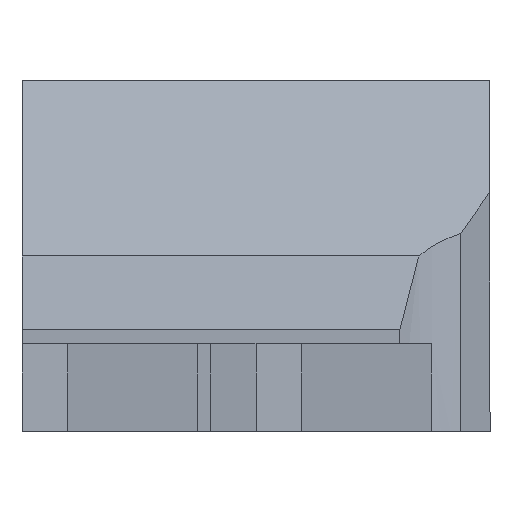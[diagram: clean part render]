
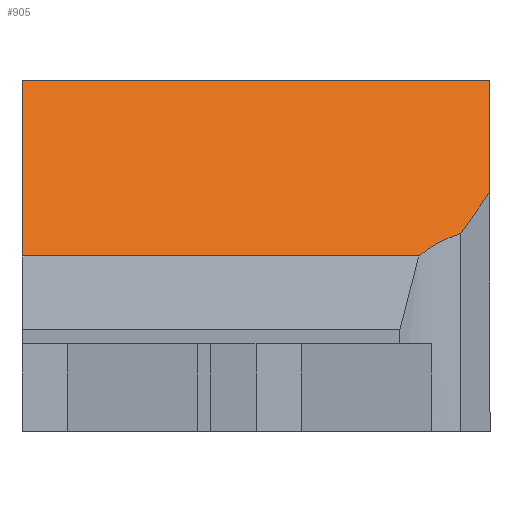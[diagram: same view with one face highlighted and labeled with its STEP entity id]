
A CAD part, left-side view. The second image highlights one B-rep face of the part: STEP entity #905.
In plain terms, the highlighted planar face has unit normal (-0.707, 0, 0.707).
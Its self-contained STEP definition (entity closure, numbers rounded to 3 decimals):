
#81 = DIRECTION ( 'NONE',  ( 0.707, 0., 0.707 ) ) ;
#131 = CARTESIAN_POINT ( 'NONE',  ( -96.665, 8., 8.665 ) ) ;
#187 = EDGE_CURVE ( 'NONE', #2259, #657, #2480, .T. ) ;
#194 = VERTEX_POINT ( 'NONE', #1357 ) ;
#223 = VECTOR ( 'NONE', #718, 1000. ) ;
#294 = CARTESIAN_POINT ( 'NONE',  ( -99.33, 135.475, 6. ) ) ;
#379 = CARTESIAN_POINT ( 'NONE',  ( -98.979, -5.987, 6.351 ) ) ;
#541 = VERTEX_POINT ( 'NONE', #1269 ) ;
#595 = CARTESIAN_POINT ( 'NONE',  ( -153.973, 31.801, -48.643 ) ) ;
#657 = VERTEX_POINT ( 'NONE', #1100 ) ;
#718 = DIRECTION ( 'NONE',  ( 0., -1., 0. ) ) ;
#723 = VECTOR ( 'NONE', #2082, 1000. ) ;
#763 = ORIENTED_EDGE ( 'NONE', *, *, #1454, .T. ) ;
#789 = LINE ( 'NONE', #1348, #223 ) ;
#905 = ADVANCED_FACE ( 'NONE', ( #2324 ), #1598, .T. ) ;
#943 = VECTOR ( 'NONE', #81, 1000. ) ;
#965 = VERTEX_POINT ( 'NONE', #1829 ) ;
#982 = EDGE_LOOP ( 'NONE', ( #2103, #1932, #763, #1611, #2241, #2142 ) ) ;
#1012 = CARTESIAN_POINT ( 'NONE',  ( -98.56, -7., 6.77 ) ) ;
#1100 = CARTESIAN_POINT ( 'NONE',  ( -99.33, -5.563, 6. ) ) ;
#1174 = DIRECTION ( 'NONE',  ( -0.707, 0., 0.707 ) ) ;
#1269 = CARTESIAN_POINT ( 'NONE',  ( -97.132, -8., 8.198 ) ) ;
#1276 = VECTOR ( 'NONE', #2221, 1000. ) ;
#1348 = CARTESIAN_POINT ( 'NONE',  ( -93.33, 135.475, 12. ) ) ;
#1357 = CARTESIAN_POINT ( 'NONE',  ( -98.56, -7., 6.77 ) ) ;
#1454 = EDGE_CURVE ( 'NONE', #657, #194, #2696, .T. ) ;
#1508 = AXIS2_PLACEMENT_3D ( 'NONE', #2457, #1174, #2676 ) ;
#1598 = PLANE ( 'NONE',  #1508 ) ;
#1606 = CARTESIAN_POINT ( 'NONE',  ( -93.33, -8., 12. ) ) ;
#1611 = ORIENTED_EDGE ( 'NONE', *, *, #2567, .T. ) ;
#1758 = EDGE_CURVE ( 'NONE', #541, #2439, #1766, .T. ) ;
#1766 = LINE ( 'NONE', #1780, #943 ) ;
#1780 = CARTESIAN_POINT ( 'NONE',  ( -96.665, -8., 8.665 ) ) ;
#1829 = CARTESIAN_POINT ( 'NONE',  ( -93.33, 8., 12. ) ) ;
#1847 = LINE ( 'NONE', #595, #723 ) ;
#1932 = ORIENTED_EDGE ( 'NONE', *, *, #187, .T. ) ;
#2076 = CARTESIAN_POINT ( 'NONE',  ( -99.33, -5.563, 6. ) ) ;
#2079 = EDGE_CURVE ( 'NONE', #965, #2439, #789, .T. ) ;
#2082 = DIRECTION ( 'NONE',  ( 0.634, -0.444, 0.634 ) ) ;
#2103 = ORIENTED_EDGE ( 'NONE', *, *, #2516, .T. ) ;
#2121 = VECTOR ( 'NONE', #2254, 1000. ) ;
#2142 = ORIENTED_EDGE ( 'NONE', *, *, #2079, .F. ) ;
#2221 = DIRECTION ( 'NONE',  ( 0., -1., 0. ) ) ;
#2241 = ORIENTED_EDGE ( 'NONE', *, *, #1758, .T. ) ;
#2254 = DIRECTION ( 'NONE',  ( -0.707, 0., -0.707 ) ) ;
#2259 = VERTEX_POINT ( 'NONE', #2463 ) ;
#2284 = CARTESIAN_POINT ( 'NONE',  ( -98.718, -6.473, 6.612 ) ) ;
#2324 = FACE_OUTER_BOUND ( 'NONE', #982, .T. ) ;
#2439 = VERTEX_POINT ( 'NONE', #1606 ) ;
#2457 = CARTESIAN_POINT ( 'NONE',  ( -99.33, 135.475, 6. ) ) ;
#2463 = CARTESIAN_POINT ( 'NONE',  ( -99.33, 8., 6. ) ) ;
#2480 = LINE ( 'NONE', #294, #1276 ) ;
#2516 = EDGE_CURVE ( 'NONE', #965, #2259, #2685, .T. ) ;
#2567 = EDGE_CURVE ( 'NONE', #194, #541, #1847, .T. ) ;
#2676 = DIRECTION ( 'NONE',  ( -0.707, 0., -0.707 ) ) ;
#2685 = LINE ( 'NONE', #131, #2121 ) ;
#2696 =( BOUNDED_CURVE ( )  B_SPLINE_CURVE ( 3, ( #2076, #379, #2284, #1012 ),
 .UNSPECIFIED., .F., .F. ) 
 B_SPLINE_CURVE_WITH_KNOTS ( ( 4, 4 ),
 ( 5.591, 5.991 ),
 .UNSPECIFIED. ) 
 CURVE ( )  GEOMETRIC_REPRESENTATION_ITEM ( )  RATIONAL_B_SPLINE_CURVE ( ( 1., 0.987, 0.987, 1. ) ) 
 REPRESENTATION_ITEM ( '' )  );
